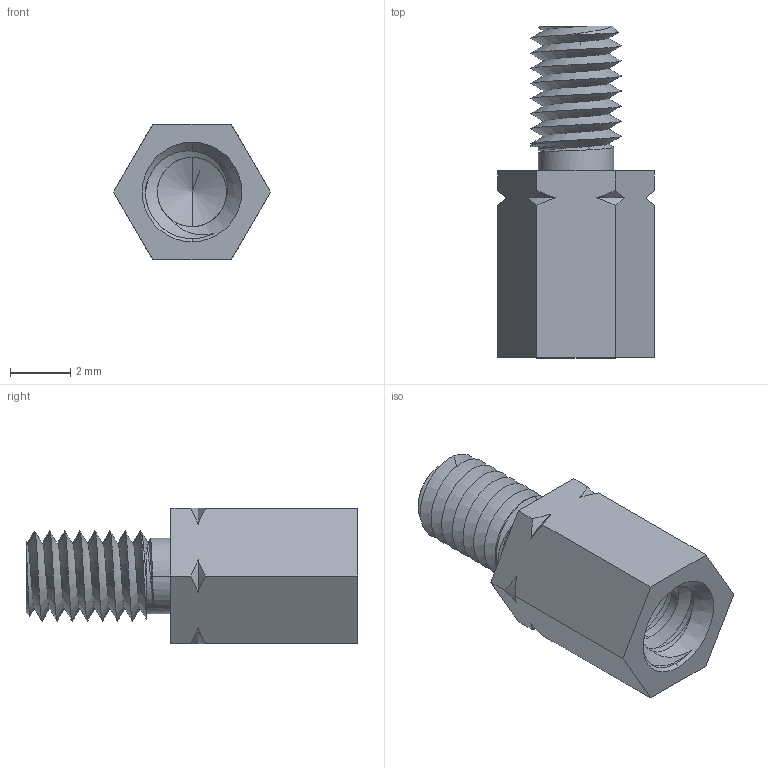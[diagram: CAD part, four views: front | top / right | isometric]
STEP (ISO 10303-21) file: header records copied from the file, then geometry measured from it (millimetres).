
FILE_DESCRIPTION((''),'2;1');
FILE_NAME('APT_10A_DB_D25','2021-08-18T13:49:02',('zb.ye'),(''),'CREO PARAMETRIC BY PTC INC, 2017110','CREO PARAMETRIC BY PTC INC, 2017110','');
FILE_SCHEMA(('CONFIG_CONTROL_DESIGN'));
Length unit declared in the file: millimetre
Products named in the file (1): APT_10A_DB_D25
Bounding box: 5.2 x 11 x 4.5 mm (x, y, z)
Volume: 101.5 mm3; surface area: 266.7 mm2
Topology: 1 solids, 1 shells, 55 faces, 159 edges, 106 vertices
Faces by surface type: cone 17, bspline 14, cylinder 13, plane 11
Entity records: 4546 total; most frequent: CARTESIAN_POINT 3261, ORIENTED_EDGE 314, DIRECTION 170, EDGE_CURVE 157, VERTEX_POINT 106, B_SPLINE_CURVE_WITH_KNOTS 87, AXIS2_PLACEMENT_3D 59, EDGE_LOOP 57
